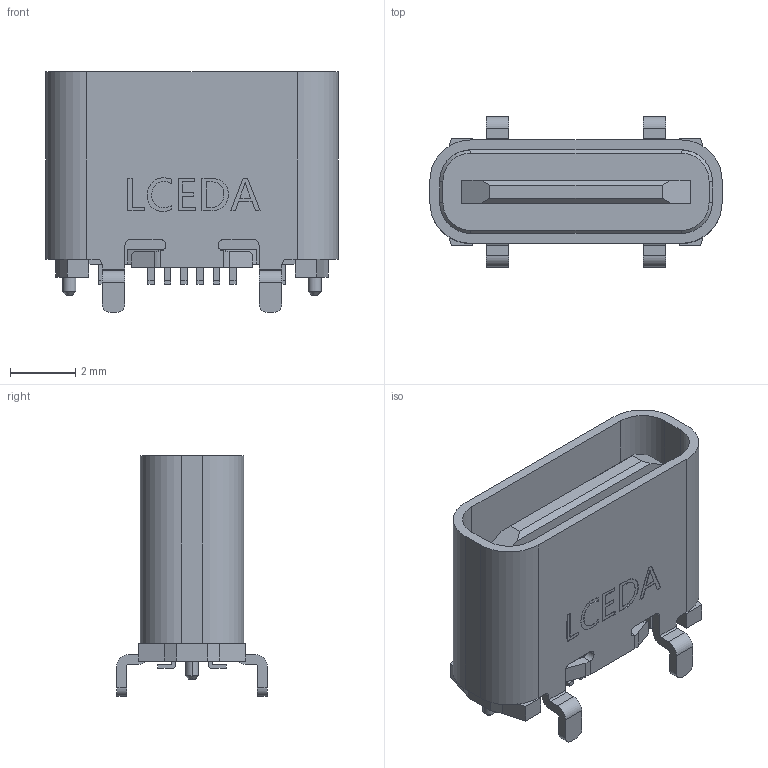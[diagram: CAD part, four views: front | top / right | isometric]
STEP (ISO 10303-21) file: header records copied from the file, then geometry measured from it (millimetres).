
FILE_DESCRIPTION (( 'STEP AP214' ), '1' );
FILE_NAME ('USB-C-TH_GT-USB-7055.step', '2022-07-15T09:38:34', ( '' ), ( '' ), 'SwSTEP 2.0', 'SolidWorks 2020', '' );
FILE_SCHEMA (( 'AUTOMOTIVE_DESIGN' ));
Length unit declared in the file: millimetre
Products named in the file (1): USB-C-TH_GT-USB-7055
Bounding box: 8.94 x 4.6 x 7.35 mm (x, y, z)
Volume: 100.4 mm3; surface area: 430.5 mm2
Topology: 15 solids, 15 shells, 620 faces, 1671 edges, 1106 vertices
Faces by surface type: plane 412, bspline 112, cylinder 88, cone 8
Entity records: 26876 total; most frequent: CARTESIAN_POINT 5526, ORIENTED_EDGE 3342, DIRECTION 2645, EDGE_CURVE 1671, LINE 1243, VECTOR 1243, VERTEX_POINT 1106, AXIS2_PLACEMENT_3D 701
